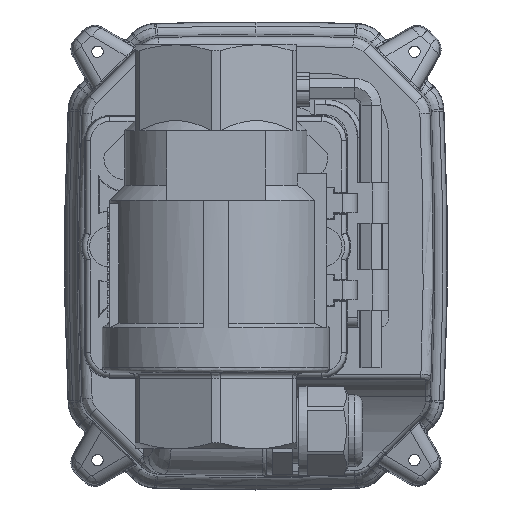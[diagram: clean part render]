
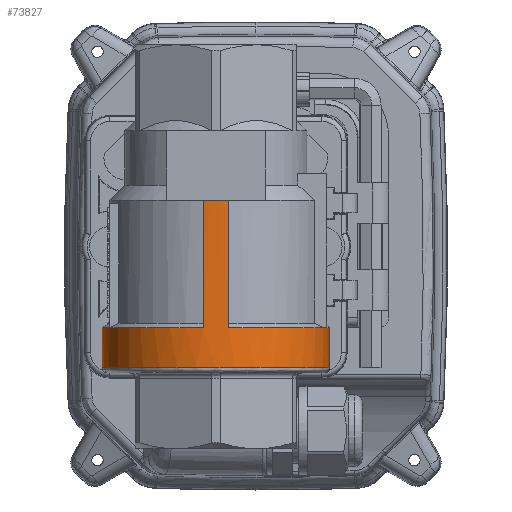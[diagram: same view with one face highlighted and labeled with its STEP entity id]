
A CAD part, front view. The second image highlights one B-rep face of the part: STEP entity #73827.
In plain terms, the highlighted cylindrical face has radius 22.5 mm (diameter 45 mm), a partial arc.
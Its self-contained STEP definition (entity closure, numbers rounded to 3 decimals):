
#57785 = VERTEX_POINT('',#57786);
#57786 = CARTESIAN_POINT('',(-22.5,0.,24.));
#57793 = EDGE_CURVE('',#57794,#57785,#57796,.T.);
#57794 = VERTEX_POINT('',#57795);
#57795 = CARTESIAN_POINT('',(22.5,0.,24.));
#57796 = CIRCLE('',#57797,22.5);
#57797 = AXIS2_PLACEMENT_3D('',#57798,#57799,#57800);
#57798 = CARTESIAN_POINT('',(0.,0.,24.));
#57799 = DIRECTION('',(0.,0.,-1.));
#57800 = DIRECTION('',(1.,0.,0.));
#58609 = VERTEX_POINT('',#58610);
#58610 = CARTESIAN_POINT('',(-22.5,0.,16.));
#58617 = EDGE_CURVE('',#58609,#57785,#58618,.T.);
#58618 = LINE('',#58619,#58620);
#58619 = CARTESIAN_POINT('',(-22.5,0.,18.));
#58620 = VECTOR('',#58621,1.);
#58621 = DIRECTION('',(0.,0.,1.));
#58630 = EDGE_CURVE('',#58631,#57794,#58633,.T.);
#58631 = VERTEX_POINT('',#58632);
#58632 = CARTESIAN_POINT('',(22.5,0.,16.));
#58633 = LINE('',#58634,#58635);
#58634 = CARTESIAN_POINT('',(22.5,0.,18.));
#58635 = VECTOR('',#58636,1.);
#58636 = DIRECTION('',(0.,0.,1.));
#59229 = EDGE_CURVE('',#59230,#58631,#59232,.T.);
#59230 = VERTEX_POINT('',#59231);
#59231 = CARTESIAN_POINT('',(21.,-8.078,16.));
#59232 = CIRCLE('',#59233,22.5);
#59233 = AXIS2_PLACEMENT_3D('',#59234,#59235,#59236);
#59234 = CARTESIAN_POINT('',(0.,0.,16.)
  );
#59235 = DIRECTION('',(0.,0.,1.));
#59236 = DIRECTION('',(1.,0.,0.));
#69724 = VERTEX_POINT('',#69725);
#69725 = CARTESIAN_POINT('',(20.833,-8.5,16.));
#69750 = EDGE_CURVE('',#69724,#59230,#69751,.T.);
#69751 = CIRCLE('',#69752,22.5);
#69752 = AXIS2_PLACEMENT_3D('',#69753,#69754,#69755);
#69753 = CARTESIAN_POINT('',(0.,0.,16.)
  );
#69754 = DIRECTION('',(0.,0.,1.));
#69755 = DIRECTION('',(1.,0.,0.));
#70078 = VERTEX_POINT('',#70079);
#70079 = CARTESIAN_POINT('',(-22.,-4.717,16.));
#70087 = EDGE_CURVE('',#58609,#70078,#70088,.T.);
#70088 = CIRCLE('',#70089,22.5);
#70089 = AXIS2_PLACEMENT_3D('',#70090,#70091,#70092);
#70090 = CARTESIAN_POINT('',(0.,0.,16.)
  );
#70091 = DIRECTION('',(0.,0.,1.));
#70092 = DIRECTION('',(1.,0.,0.));
#72885 = VERTEX_POINT('',#72886);
#72886 = CARTESIAN_POINT('',(-21.123,-7.75,16.));
#72892 = EDGE_CURVE('',#70078,#72885,#72893,.T.);
#72893 = CIRCLE('',#72894,22.5);
#72894 = AXIS2_PLACEMENT_3D('',#72895,#72896,#72897);
#72895 = CARTESIAN_POINT('',(0.,0.,16.)
  );
#72896 = DIRECTION('',(0.,0.,1.));
#72897 = DIRECTION('',(1.,0.,0.));
#72950 = EDGE_CURVE('',#72885,#72951,#72953,.T.);
#72951 = VERTEX_POINT('',#72952);
#72952 = CARTESIAN_POINT('',(-2.5,-22.361,16.));
#72953 = CIRCLE('',#72954,22.5);
#72954 = AXIS2_PLACEMENT_3D('',#72955,#72956,#72957);
#72955 = CARTESIAN_POINT('',(0.,0.,16.)
  );
#72956 = DIRECTION('',(0.,0.,1.));
#72957 = DIRECTION('',(1.,0.,0.));
#72985 = VERTEX_POINT('',#72986);
#72986 = CARTESIAN_POINT('',(-2.5,-22.361,-9.2));
#72994 = EDGE_CURVE('',#72951,#72985,#72995,.T.);
#72995 = LINE('',#72996,#72997);
#72996 = CARTESIAN_POINT('',(-2.5,-22.361,18.));
#72997 = VECTOR('',#72998,1.);
#72998 = DIRECTION('',(0.,0.,-1.));
#73110 = VERTEX_POINT('',#73111);
#73111 = CARTESIAN_POINT('',(0.,-22.5,-9.2));
#73814 = EDGE_CURVE('',#72985,#73110,#73815,.T.);
#73815 = CIRCLE('',#73816,22.5);
#73816 = AXIS2_PLACEMENT_3D('',#73817,#73818,#73819);
#73817 = CARTESIAN_POINT('',(0.,0.,
    -9.2));
#73818 = DIRECTION('',(0.,0.,1.));
#73819 = DIRECTION('',(1.,0.,0.));
#73827 = ADVANCED_FACE('',(#73828),#73864,.T.);
#73828 = FACE_BOUND('',#73829,.T.);
#73829 = EDGE_LOOP('',(#73830,#73831,#73832,#73833,#73834,#73835,#73836,
    #73845,#73853,#73860,#73861,#73862,#73863));
#73830 = ORIENTED_EDGE('',*,*,#58617,.F.);
#73831 = ORIENTED_EDGE('',*,*,#70087,.T.);
#73832 = ORIENTED_EDGE('',*,*,#72892,.T.);
#73833 = ORIENTED_EDGE('',*,*,#72950,.T.);
#73834 = ORIENTED_EDGE('',*,*,#72994,.T.);
#73835 = ORIENTED_EDGE('',*,*,#73814,.T.);
#73836 = ORIENTED_EDGE('',*,*,#73837,.T.);
#73837 = EDGE_CURVE('',#73110,#73838,#73840,.T.);
#73838 = VERTEX_POINT('',#73839);
#73839 = CARTESIAN_POINT('',(2.5,-22.361,-9.2));
#73840 = CIRCLE('',#73841,22.5);
#73841 = AXIS2_PLACEMENT_3D('',#73842,#73843,#73844);
#73842 = CARTESIAN_POINT('',(0.,0.,
    -9.2));
#73843 = DIRECTION('',(0.,0.,1.));
#73844 = DIRECTION('',(1.,0.,0.));
#73845 = ORIENTED_EDGE('',*,*,#73846,.T.);
#73846 = EDGE_CURVE('',#73838,#73847,#73849,.T.);
#73847 = VERTEX_POINT('',#73848);
#73848 = CARTESIAN_POINT('',(2.5,-22.361,16.));
#73849 = LINE('',#73850,#73851);
#73850 = CARTESIAN_POINT('',(2.5,-22.361,18.));
#73851 = VECTOR('',#73852,1.);
#73852 = DIRECTION('',(0.,0.,1.));
#73853 = ORIENTED_EDGE('',*,*,#73854,.T.);
#73854 = EDGE_CURVE('',#73847,#69724,#73855,.T.);
#73855 = CIRCLE('',#73856,22.5);
#73856 = AXIS2_PLACEMENT_3D('',#73857,#73858,#73859);
#73857 = CARTESIAN_POINT('',(0.,0.,16.)
  );
#73858 = DIRECTION('',(0.,0.,1.));
#73859 = DIRECTION('',(1.,0.,0.));
#73860 = ORIENTED_EDGE('',*,*,#69750,.T.);
#73861 = ORIENTED_EDGE('',*,*,#59229,.T.);
#73862 = ORIENTED_EDGE('',*,*,#58630,.T.);
#73863 = ORIENTED_EDGE('',*,*,#57793,.T.);
#73864 = CYLINDRICAL_SURFACE('',#73865,22.5);
#73865 = AXIS2_PLACEMENT_3D('',#73866,#73867,#73868);
#73866 = CARTESIAN_POINT('',(0.,0.,18.));
#73867 = DIRECTION('',(0.,0.,1.));
#73868 = DIRECTION('',(1.,0.,0.));
